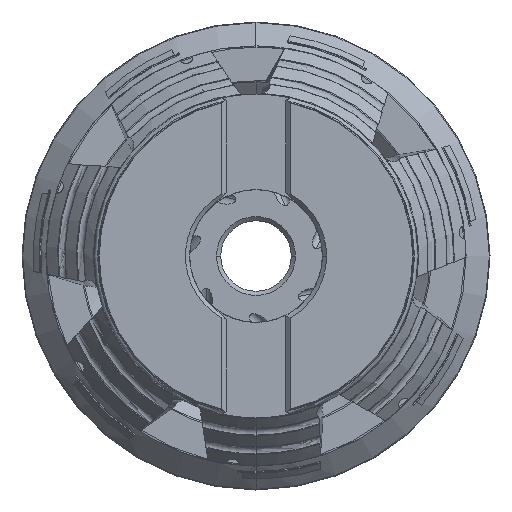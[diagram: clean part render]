
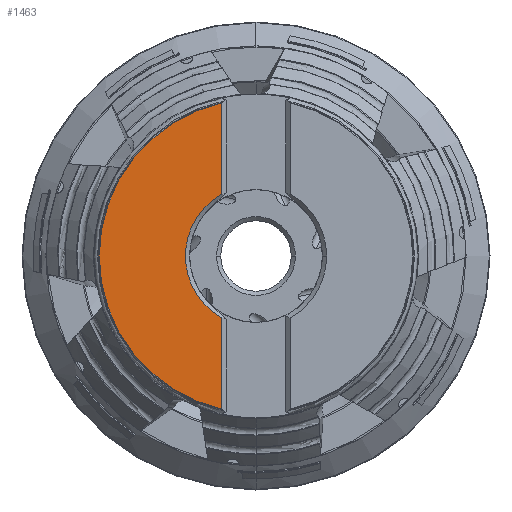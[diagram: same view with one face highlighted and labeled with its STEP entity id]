
A CAD part, left-side view. The second image highlights one B-rep face of the part: STEP entity #1463.
In plain terms, the highlighted planar face has unit normal (-1, 0, 0).
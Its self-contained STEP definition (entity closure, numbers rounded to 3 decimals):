
#485 = VECTOR ( 'NONE', #9160, 1000. ) ;
#1081 = CARTESIAN_POINT ( 'NONE',  ( -48.5, 0., 0. ) ) ;
#1252 = VERTEX_POINT ( 'NONE', #7993 ) ;
#1463 = ADVANCED_FACE ( 'NONE', ( #15605 ), #17301, .T. ) ;
#1741 = CARTESIAN_POINT ( 'NONE',  ( -48.5, 0., 0. ) ) ;
#2520 = DIRECTION ( 'NONE',  ( 1., 0., 0. ) ) ;
#3557 = DIRECTION ( 'NONE',  ( 0., 0., 1. ) ) ;
#4025 = DIRECTION ( 'NONE',  ( 0., 0., -1. ) ) ;
#5077 = CIRCLE ( 'NONE', #12800, 17.025 ) ;
#5627 = CARTESIAN_POINT ( 'NONE',  ( -48.5, 8.2, 14.92 ) ) ;
#5912 = VERTEX_POINT ( 'NONE', #13609 ) ;
#6173 = VERTEX_POINT ( 'NONE', #18638 ) ;
#6576 = ORIENTED_EDGE ( 'NONE', *, *, #9035, .T. ) ;
#6764 = ORIENTED_EDGE ( 'NONE', *, *, #12064, .F. ) ;
#6782 = EDGE_LOOP ( 'NONE', ( #15394, #6764, #10119, #6576 ) ) ;
#7161 = EDGE_CURVE ( 'NONE', #6173, #5912, #14860, .T. ) ;
#7930 = CARTESIAN_POINT ( 'NONE',  ( -48.5, 8.2, -40. ) ) ;
#7993 = CARTESIAN_POINT ( 'NONE',  ( -48.5, 8.2, 36.89 ) ) ;
#8607 = DIRECTION ( 'NONE',  ( -1., 0., 0. ) ) ;
#8625 = CIRCLE ( 'NONE', #16895, 37.79 ) ;
#8662 = CARTESIAN_POINT ( 'NONE',  ( -48.5, 37.79, 0. ) ) ;
#9035 = EDGE_CURVE ( 'NONE', #5912, #17161, #5077, .T. ) ;
#9160 = DIRECTION ( 'NONE',  ( 0., 0., 1. ) ) ;
#10119 = ORIENTED_EDGE ( 'NONE', *, *, #7161, .T. ) ;
#10308 = DIRECTION ( 'NONE',  ( 1., 0., 0. ) ) ;
#12064 = EDGE_CURVE ( 'NONE', #6173, #1252, #8625, .T. ) ;
#12800 = AXIS2_PLACEMENT_3D ( 'NONE', #1741, #10308, #13253 ) ;
#12926 = EDGE_CURVE ( 'NONE', #17161, #1252, #14031, .T. ) ;
#13253 = DIRECTION ( 'NONE',  ( 0., 1., 0. ) ) ;
#13435 = DIRECTION ( 'NONE',  ( 0., 0., 1. ) ) ;
#13502 = CARTESIAN_POINT ( 'NONE',  ( -48.5, 8.2, -40. ) ) ;
#13609 = CARTESIAN_POINT ( 'NONE',  ( -48.5, 8.2, -14.92 ) ) ;
#13708 = AXIS2_PLACEMENT_3D ( 'NONE', #8662, #8607, #13435 ) ;
#14031 = LINE ( 'NONE', #13502, #485 ) ;
#14860 = LINE ( 'NONE', #7930, #15746 ) ;
#15394 = ORIENTED_EDGE ( 'NONE', *, *, #12926, .T. ) ;
#15605 = FACE_OUTER_BOUND ( 'NONE', #6782, .T. ) ;
#15746 = VECTOR ( 'NONE', #3557, 1000. ) ;
#16895 = AXIS2_PLACEMENT_3D ( 'NONE', #1081, #2520, #4025 ) ;
#17161 = VERTEX_POINT ( 'NONE', #5627 ) ;
#17301 = PLANE ( 'NONE',  #13708 ) ;
#18638 = CARTESIAN_POINT ( 'NONE',  ( -48.5, 8.2, -36.89 ) ) ;
